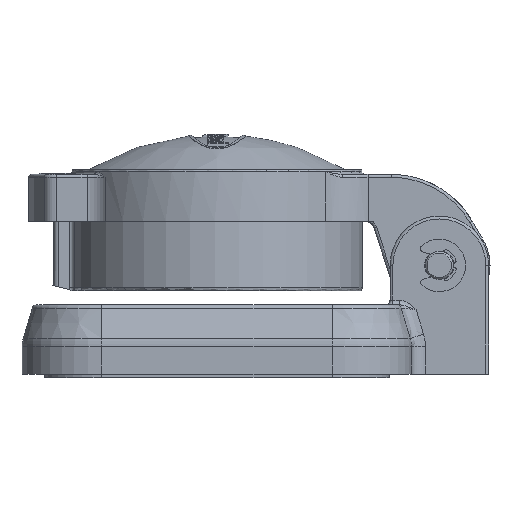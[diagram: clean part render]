
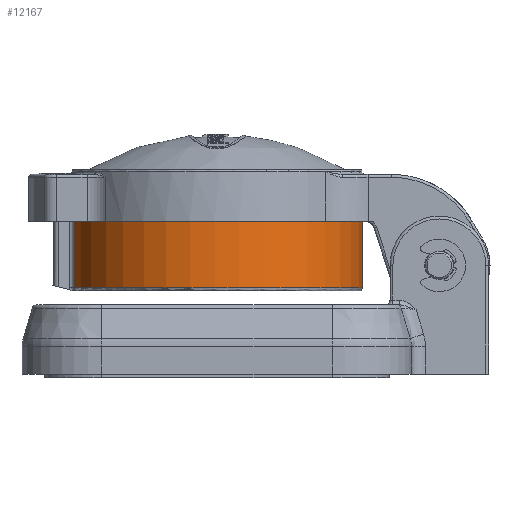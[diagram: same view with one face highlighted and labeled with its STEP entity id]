
A CAD part, left-side view. The second image highlights one B-rep face of the part: STEP entity #12167.
In plain terms, the highlighted cylindrical face has radius 15.5 mm (diameter 31 mm), a partial arc.
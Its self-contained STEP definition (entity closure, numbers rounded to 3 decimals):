
#1475=CIRCLE('',#13211,15.5);
#1477=CIRCLE('',#13215,15.5);
#1761=CYLINDRICAL_SURFACE('',#13214,15.5);
#2285=FACE_OUTER_BOUND('',#3007,.T.);
#3007=EDGE_LOOP('',(#10302,#10303,#10304,#10305));
#3792=LINE('',#23574,#4642);
#3796=LINE('',#23668,#4646);
#4642=VECTOR('',#15470,10.);
#4646=VECTOR('',#15496,10.);
#5746=VERTEX_POINT('',#23572);
#5747=VERTEX_POINT('',#23573);
#5757=VERTEX_POINT('',#23629);
#5759=VERTEX_POINT('',#23666);
#7323=EDGE_CURVE('',#5746,#5747,#3792,.T.);
#7335=EDGE_CURVE('',#5746,#5757,#1475,.T.);
#7339=EDGE_CURVE('',#5747,#5759,#1477,.T.);
#7340=EDGE_CURVE('',#5757,#5759,#3796,.T.);
#10302=ORIENTED_EDGE('',*,*,#7323,.T.);
#10303=ORIENTED_EDGE('',*,*,#7339,.T.);
#10304=ORIENTED_EDGE('',*,*,#7340,.F.);
#10305=ORIENTED_EDGE('',*,*,#7335,.F.);
#12167=ADVANCED_FACE('',(#2285),#1761,.T.);
#13211=AXIS2_PLACEMENT_3D('',#23630,#15486,#15487);
#13214=AXIS2_PLACEMENT_3D('',#23665,#15492,#15493);
#13215=AXIS2_PLACEMENT_3D('',#23667,#15494,#15495);
#15470=DIRECTION('',(0.,0.,1.));
#15486=DIRECTION('center_axis',(0.,0.,
-1.));
#15487=DIRECTION('ref_axis',(-1.,0.,0.));
#15492=DIRECTION('center_axis',(0.,0.,
1.));
#15493=DIRECTION('ref_axis',(0.73,0.683,0.));
#15494=DIRECTION('center_axis',(0.,0.,
-1.));
#15495=DIRECTION('ref_axis',(-1.,0.,0.));
#15496=DIRECTION('',(0.,0.,1.));
#23572=CARTESIAN_POINT('',(-15.,3.905,-7.1));
#23573=CARTESIAN_POINT('',(-15.,3.905,0.));
#23574=CARTESIAN_POINT('',(-15.,3.905,-7.4));
#23629=CARTESIAN_POINT('',(2.906,-15.225,-7.1));
#23630=CARTESIAN_POINT('Origin',(0.,0.,
-7.1));
#23665=CARTESIAN_POINT('Origin',(0.,0.,
-7.4));
#23666=CARTESIAN_POINT('',(2.906,-15.225,0.));
#23667=CARTESIAN_POINT('Origin',(0.,0.,
0.));
#23668=CARTESIAN_POINT('',(2.906,-15.225,-7.4));
